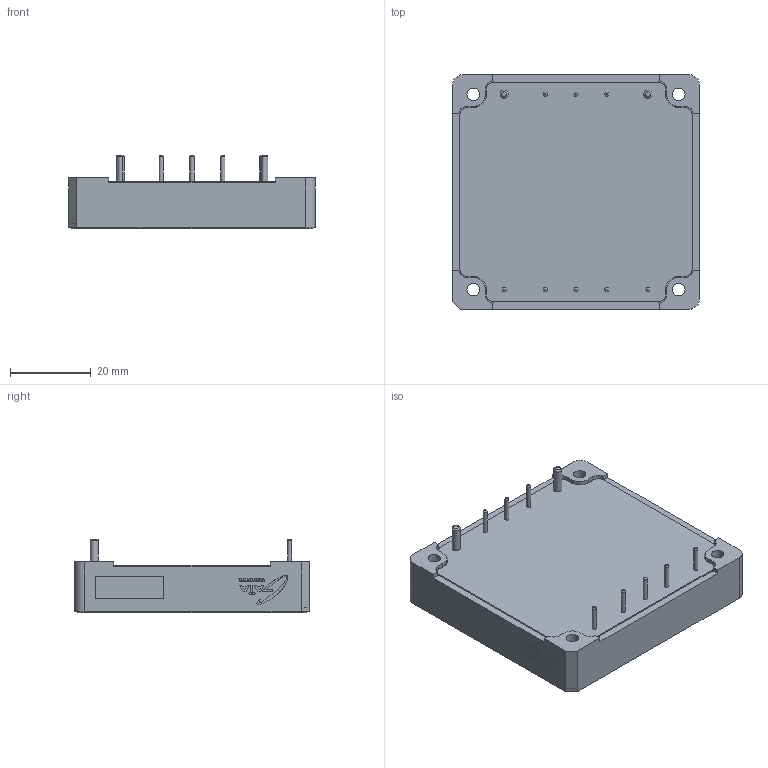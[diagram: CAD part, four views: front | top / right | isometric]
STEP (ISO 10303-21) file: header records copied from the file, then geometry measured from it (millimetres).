
FILE_DESCRIPTION(/* description */ ('Alibre Inc.'),/* implementation_level */ '2;1');
FILE_NAME(/* name */ 'export0',/* time_stamp */ '2014-06-16T11:55:15+02:00',/* author */ (''),/* organization */ (''),/* preprocessor_version */ 'ST-DEVELOPER v14',/* originating_system */ 'Alibre',/* authorisation */ '');
FILE_SCHEMA (('AUTOMOTIVE_DESIGN'));
Length unit declared in the file: centimetre
Bounding box: 60.96 x 57.91 x 18.17 mm (x, y, z)
Volume: 10301.3 mm3; surface area: 19677.8 mm2
Topology: 1 solids, 2 shells, 494 faces, 1311 edges, 874 vertices
Faces by surface type: plane 340, cylinder 119, torus 22, bspline 13
Full cylindrical faces by diameter (mm): 0.582 x1, 0.59 x1, 1 x16, 2 x4, 2.3 x8, 2.5 x2, 3.1 x4, 3.9 x4, 4 x4
Entity records: 14786 total; most frequent: CARTESIAN_POINT 3232, ORIENTED_EDGE 2446, DIRECTION 1982, EDGE_CURVE 1223, VECTOR 921, LINE 921, VERTEX_POINT 840, AXIS2_PLACEMENT_3D 703
